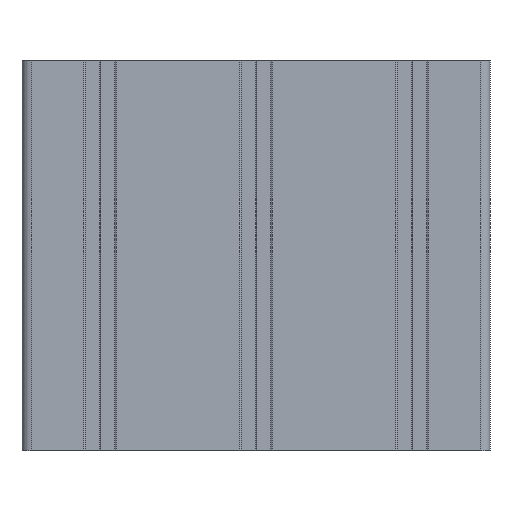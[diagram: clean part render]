
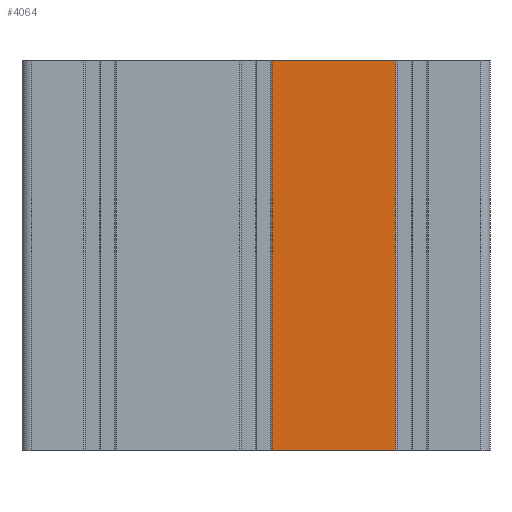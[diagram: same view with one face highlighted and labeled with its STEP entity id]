
A CAD part, front view. The second image highlights one B-rep face of the part: STEP entity #4064.
In plain terms, the highlighted planar face has unit normal (0, -1, 0).
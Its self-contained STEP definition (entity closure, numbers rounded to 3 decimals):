
#94=PLANE('',#4367);
#272=FACE_OUTER_BOUND('',#480,.T.);
#480=EDGE_LOOP('',(#3089,#3090,#3091,#3092));
#816=LINE('',#6324,#1272);
#817=LINE('',#6327,#1273);
#818=LINE('',#6329,#1274);
#819=LINE('',#6330,#1275);
#1272=VECTOR('',#5145,100.);
#1273=VECTOR('',#5148,31.7);
#1274=VECTOR('',#5149,31.7);
#1275=VECTOR('',#5150,100.);
#1871=VERTEX_POINT('',#6320);
#1872=VERTEX_POINT('',#6322);
#1873=VERTEX_POINT('',#6326);
#1874=VERTEX_POINT('',#6328);
#2380=EDGE_CURVE('',#1871,#1872,#816,.T.);
#2381=EDGE_CURVE('',#1873,#1871,#817,.T.);
#2382=EDGE_CURVE('',#1874,#1872,#818,.T.);
#2383=EDGE_CURVE('',#1873,#1874,#819,.T.);
#3089=ORIENTED_EDGE('',*,*,#2381,.T.);
#3090=ORIENTED_EDGE('',*,*,#2380,.T.);
#3091=ORIENTED_EDGE('',*,*,#2382,.F.);
#3092=ORIENTED_EDGE('',*,*,#2383,.F.);
#4064=ADVANCED_FACE('',(#272),#94,.T.);
#4367=AXIS2_PLACEMENT_3D('',#6325,#5146,#5147);
#5145=DIRECTION('',(0.,0.,1.));
#5146=DIRECTION('center_axis',(0.,-1.,0.));
#5147=DIRECTION('ref_axis',(1.,0.,0.));
#5148=DIRECTION('',(1.,0.,0.));
#5149=DIRECTION('',(1.,0.,0.));
#5150=DIRECTION('',(0.,0.,1.));
#6320=CARTESIAN_POINT('',(35.85,-20.,0.));
#6322=CARTESIAN_POINT('',(35.85,-20.,100.));
#6324=CARTESIAN_POINT('',(35.85,-20.,0.));
#6325=CARTESIAN_POINT('Origin',(4.15,-20.,0.));
#6326=CARTESIAN_POINT('',(4.15,-20.,0.));
#6327=CARTESIAN_POINT('',(4.15,-20.,0.));
#6328=CARTESIAN_POINT('',(4.15,-20.,100.));
#6329=CARTESIAN_POINT('',(4.15,-20.,100.));
#6330=CARTESIAN_POINT('',(4.15,-20.,0.));
